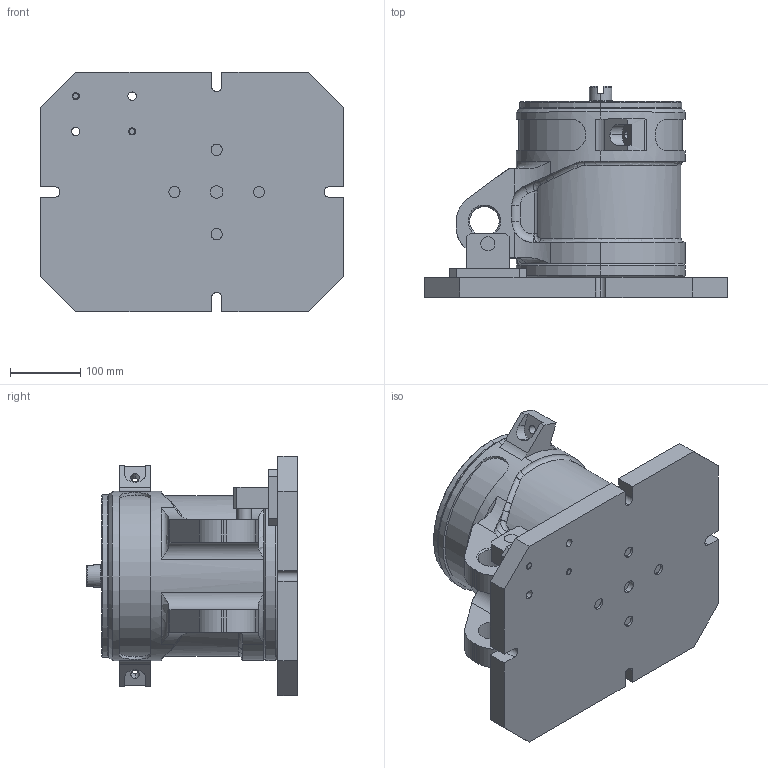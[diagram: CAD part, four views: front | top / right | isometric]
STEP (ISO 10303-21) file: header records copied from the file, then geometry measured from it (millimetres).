
FILE_DESCRIPTION (( 'STEP AP203' ), '1' );
FILE_NAME ('machine_fixture.STEP', '2026-01-30T13:27:09', ( '' ), ( '' ), 'SwSTEP 2.0', 'SolidWorks 2024', '' );
FILE_SCHEMA (( 'CONFIG_CONTROL_DESIGN' ));
Length unit declared in the file: millimetre
Products named in the file (11): Стойка; Шайба; Корпус; Винт для пальца; machine_fixture; штифт; Палец; Опора; Плита приспособления; Крышка; Винт крышка-палец
Assembly tree (14 placements, depth 2):
  machine_fixture
    Стойка
    Палец
    Корпус
    Крышка
    Винт для пальца  x4
    штифт  x2
    Винт крышка-палец
    Шайба
    Опора
    Плита приспособления
Bounding box: 430 x 299.5 x 340 mm (x, y, z)
Volume: 10309096.5 mm3; surface area: 1075300.8 mm2
Topology: 14 solids, 14 shells, 346 faces, 843 edges, 534 vertices
Faces by surface type: cylinder 154, plane 119, cone 46, torus 15, bspline 12
Entity records: 12001 total; most frequent: CARTESIAN_POINT 3077, DIRECTION 1680, ORIENTED_EDGE 1554, EDGE_CURVE 777, AXIS2_PLACEMENT_3D 655, VERTEX_POINT 496, EDGE_LOOP 371, LINE 370
